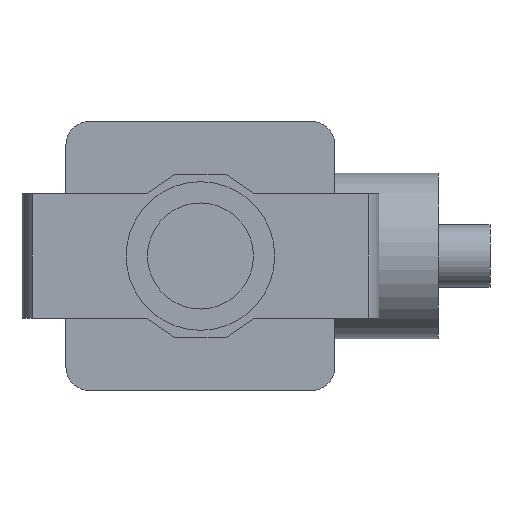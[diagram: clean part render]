
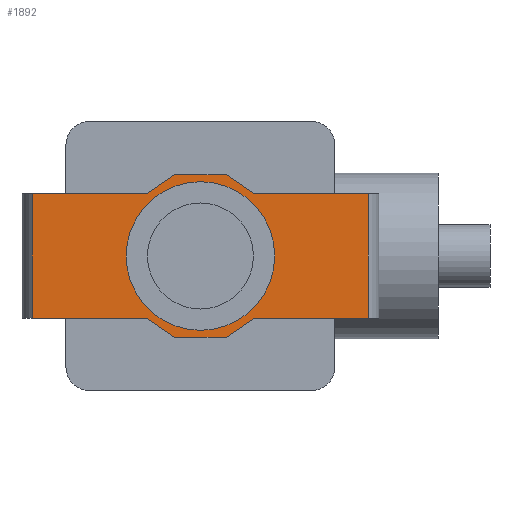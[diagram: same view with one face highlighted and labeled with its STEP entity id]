
A CAD part, front view. The second image highlights one B-rep face of the part: STEP entity #1892.
In plain terms, the highlighted planar face has unit normal (0, -1, 0).
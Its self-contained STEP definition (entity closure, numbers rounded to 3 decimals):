
#39 = EDGE_CURVE ( 'NONE', #151, #364, #2436, .T. ) ;
#62 = CIRCLE ( 'NONE', #189, 28.75 ) ;
#69 = DIRECTION ( 'NONE',  ( 1., 0., 0. ) ) ;
#90 = LINE ( 'NONE', #1318, #3720 ) ;
#92 = VERTEX_POINT ( 'NONE', #695 ) ;
#136 = CARTESIAN_POINT ( 'NONE',  ( -45.75, -139., 24. ) ) ;
#151 = VERTEX_POINT ( 'NONE', #2021 ) ;
#187 = VECTOR ( 'NONE', #2575, 1000. ) ;
#189 = AXIS2_PLACEMENT_3D ( 'NONE', #1721, #3265, #831 ) ;
#195 = EDGE_CURVE ( 'NONE', #1061, #587, #3319, .T. ) ;
#220 = VERTEX_POINT ( 'NONE', #3733 ) ;
#258 = ORIENTED_EDGE ( 'NONE', *, *, #2763, .F. ) ;
#304 = CARTESIAN_POINT ( 'NONE',  ( 9.25, -139., 31.5 ) ) ;
#362 = CARTESIAN_POINT ( 'NONE',  ( 40.25, -139., 24. ) ) ;
#364 = VERTEX_POINT ( 'NONE', #362 ) ;
#389 = AXIS2_PLACEMENT_3D ( 'NONE', #906, #2766, #1533 ) ;
#394 = CARTESIAN_POINT ( 'NONE',  ( 19.25, -139., 0. ) ) ;
#423 = CARTESIAN_POINT ( 'NONE',  ( 19.25, -139., -28.75 ) ) ;
#481 = VECTOR ( 'NONE', #2175, 1000. ) ;
#492 = VERTEX_POINT ( 'NONE', #743 ) ;
#536 = VECTOR ( 'NONE', #1624, 1000. ) ;
#572 = EDGE_CURVE ( 'NONE', #739, #492, #90, .T. ) ;
#575 = ORIENTED_EDGE ( 'NONE', *, *, #1566, .F. ) ;
#587 = VERTEX_POINT ( 'NONE', #423 ) ;
#667 = ORIENTED_EDGE ( 'NONE', *, *, #2673, .F. ) ;
#676 = ORIENTED_EDGE ( 'NONE', *, *, #2938, .F. ) ;
#695 = CARTESIAN_POINT ( 'NONE',  ( -1.75, -139., 24. ) ) ;
#739 = VERTEX_POINT ( 'NONE', #919 ) ;
#743 = CARTESIAN_POINT ( 'NONE',  ( 29.25, -139., -31.5 ) ) ;
#831 = DIRECTION ( 'NONE',  ( 0., 0., -1. ) ) ;
#851 = EDGE_CURVE ( 'NONE', #1270, #739, #1022, .T. ) ;
#852 = DIRECTION ( 'NONE',  ( 0., 0., -1. ) ) ;
#868 = VECTOR ( 'NONE', #3524, 1000. ) ;
#887 = ORIENTED_EDGE ( 'NONE', *, *, #39, .F. ) ;
#906 = CARTESIAN_POINT ( 'NONE',  ( -45.75, -139., -31.5 ) ) ;
#908 = DIRECTION ( 'NONE',  ( -0.826, 0., 0.563 ) ) ;
#919 = CARTESIAN_POINT ( 'NONE',  ( 40.25, -139., -24. ) ) ;
#957 = VERTEX_POINT ( 'NONE', #2613 ) ;
#1022 = LINE ( 'NONE', #1635, #187 ) ;
#1061 = VERTEX_POINT ( 'NONE', #1192 ) ;
#1153 = CARTESIAN_POINT ( 'NONE',  ( 9.25, -139., 31.5 ) ) ;
#1192 = CARTESIAN_POINT ( 'NONE',  ( 19.25, -139., 28.75 ) ) ;
#1267 = CARTESIAN_POINT ( 'NONE',  ( 84.25, -139., -24. ) ) ;
#1270 = VERTEX_POINT ( 'NONE', #1267 ) ;
#1291 = CARTESIAN_POINT ( 'NONE',  ( 29.25, -139., 31.5 ) ) ;
#1298 = DIRECTION ( 'NONE',  ( -0.826, 0., -0.563 ) ) ;
#1318 = CARTESIAN_POINT ( 'NONE',  ( 29.25, -139., -31.5 ) ) ;
#1363 = VERTEX_POINT ( 'NONE', #1730 ) ;
#1366 = VERTEX_POINT ( 'NONE', #2644 ) ;
#1402 = EDGE_LOOP ( 'NONE', ( #3780, #2053 ) ) ;
#1444 = LINE ( 'NONE', #1153, #3038 ) ;
#1495 = LINE ( 'NONE', #2714, #2334 ) ;
#1523 = ORIENTED_EDGE ( 'NONE', *, *, #3300, .F. ) ;
#1533 = DIRECTION ( 'NONE',  ( 0., 0., -1. ) ) ;
#1553 = LINE ( 'NONE', #304, #481 ) ;
#1566 = EDGE_CURVE ( 'NONE', #1366, #92, #2393, .T. ) ;
#1614 = AXIS2_PLACEMENT_3D ( 'NONE', #394, #2956, #852 ) ;
#1624 = DIRECTION ( 'NONE',  ( 0., 0., 1. ) ) ;
#1632 = ORIENTED_EDGE ( 'NONE', *, *, #3127, .F. ) ;
#1635 = CARTESIAN_POINT ( 'NONE',  ( 40.25, -139., -24. ) ) ;
#1641 = LINE ( 'NONE', #2993, #3143 ) ;
#1721 = CARTESIAN_POINT ( 'NONE',  ( 19.25, -139., 0. ) ) ;
#1730 = CARTESIAN_POINT ( 'NONE',  ( 84.25, -139., 24. ) ) ;
#1742 = CARTESIAN_POINT ( 'NONE',  ( -1.75, -139., -24. ) ) ;
#1783 = CARTESIAN_POINT ( 'NONE',  ( 9.25, -139., 31.5 ) ) ;
#1892 = ADVANCED_FACE ( 'NONE', ( #3008, #2749 ), #2117, .T. ) ;
#1978 = ORIENTED_EDGE ( 'NONE', *, *, #572, .F. ) ;
#2021 = CARTESIAN_POINT ( 'NONE',  ( 29.25, -139., 31.5 ) ) ;
#2032 = CARTESIAN_POINT ( 'NONE',  ( 40.25, -139., 24. ) ) ;
#2040 = VERTEX_POINT ( 'NONE', #1783 ) ;
#2053 = ORIENTED_EDGE ( 'NONE', *, *, #2087, .F. ) ;
#2087 = EDGE_CURVE ( 'NONE', #587, #1061, #62, .T. ) ;
#2098 = VERTEX_POINT ( 'NONE', #1742 ) ;
#2117 = PLANE ( 'NONE',  #389 ) ;
#2175 = DIRECTION ( 'NONE',  ( 1., 0., 0. ) ) ;
#2230 = ORIENTED_EDGE ( 'NONE', *, *, #3884, .F. ) ;
#2334 = VECTOR ( 'NONE', #908, 1000. ) ;
#2336 = VECTOR ( 'NONE', #2903, 1000. ) ;
#2393 = LINE ( 'NONE', #2792, #2998 ) ;
#2436 = LINE ( 'NONE', #1291, #3513 ) ;
#2491 = DIRECTION ( 'NONE',  ( -1., 0., 0. ) ) ;
#2575 = DIRECTION ( 'NONE',  ( -1., 0., 0. ) ) ;
#2613 = CARTESIAN_POINT ( 'NONE',  ( -45.75, -139., -24. ) ) ;
#2620 = LINE ( 'NONE', #3241, #868 ) ;
#2642 = DIRECTION ( 'NONE',  ( 0.826, 0., 0.563 ) ) ;
#2644 = CARTESIAN_POINT ( 'NONE',  ( -45.75, -139., 24. ) ) ;
#2671 = LINE ( 'NONE', #2032, #2336 ) ;
#2673 = EDGE_CURVE ( 'NONE', #1363, #1270, #1641, .T. ) ;
#2714 = CARTESIAN_POINT ( 'NONE',  ( 9.25, -139., -31.5 ) ) ;
#2724 = ORIENTED_EDGE ( 'NONE', *, *, #3560, .F. ) ;
#2749 = FACE_BOUND ( 'NONE', #1402, .T. ) ;
#2763 = EDGE_CURVE ( 'NONE', #492, #220, #2620, .T. ) ;
#2766 = DIRECTION ( 'NONE',  ( 0., -1., 0. ) ) ;
#2777 = LINE ( 'NONE', #3408, #2850 ) ;
#2792 = CARTESIAN_POINT ( 'NONE',  ( -45.75, -139., 24. ) ) ;
#2817 = EDGE_CURVE ( 'NONE', #2040, #151, #1553, .T. ) ;
#2850 = VECTOR ( 'NONE', #2491, 1000. ) ;
#2903 = DIRECTION ( 'NONE',  ( 1., 0., 0. ) ) ;
#2938 = EDGE_CURVE ( 'NONE', #220, #2098, #1495, .T. ) ;
#2952 = DIRECTION ( 'NONE',  ( 0., 0., -1. ) ) ;
#2956 = DIRECTION ( 'NONE',  ( 0., -1., 0. ) ) ;
#2993 = CARTESIAN_POINT ( 'NONE',  ( 84.25, -139., 24. ) ) ;
#2998 = VECTOR ( 'NONE', #69, 1000. ) ;
#3008 = FACE_OUTER_BOUND ( 'NONE', #3286, .T. ) ;
#3038 = VECTOR ( 'NONE', #2642, 1000. ) ;
#3127 = EDGE_CURVE ( 'NONE', #364, #1363, #2671, .T. ) ;
#3129 = LINE ( 'NONE', #136, #536 ) ;
#3143 = VECTOR ( 'NONE', #2952, 1000. ) ;
#3241 = CARTESIAN_POINT ( 'NONE',  ( 9.25, -139., -31.5 ) ) ;
#3265 = DIRECTION ( 'NONE',  ( 0., -1., 0. ) ) ;
#3286 = EDGE_LOOP ( 'NONE', ( #2230, #1523, #676, #258, #1978, #3369, #667, #1632, #887, #3458, #2724, #575 ) ) ;
#3300 = EDGE_CURVE ( 'NONE', #2098, #957, #2777, .T. ) ;
#3319 = CIRCLE ( 'NONE', #1614, 28.75 ) ;
#3369 = ORIENTED_EDGE ( 'NONE', *, *, #851, .F. ) ;
#3408 = CARTESIAN_POINT ( 'NONE',  ( -45.75, -139., -24. ) ) ;
#3458 = ORIENTED_EDGE ( 'NONE', *, *, #2817, .F. ) ;
#3513 = VECTOR ( 'NONE', #3693, 1000. ) ;
#3524 = DIRECTION ( 'NONE',  ( -1., 0., 0. ) ) ;
#3560 = EDGE_CURVE ( 'NONE', #92, #2040, #1444, .T. ) ;
#3693 = DIRECTION ( 'NONE',  ( 0.826, 0., -0.563 ) ) ;
#3720 = VECTOR ( 'NONE', #1298, 1000. ) ;
#3733 = CARTESIAN_POINT ( 'NONE',  ( 9.25, -139., -31.5 ) ) ;
#3780 = ORIENTED_EDGE ( 'NONE', *, *, #195, .F. ) ;
#3884 = EDGE_CURVE ( 'NONE', #957, #1366, #3129, .T. ) ;
